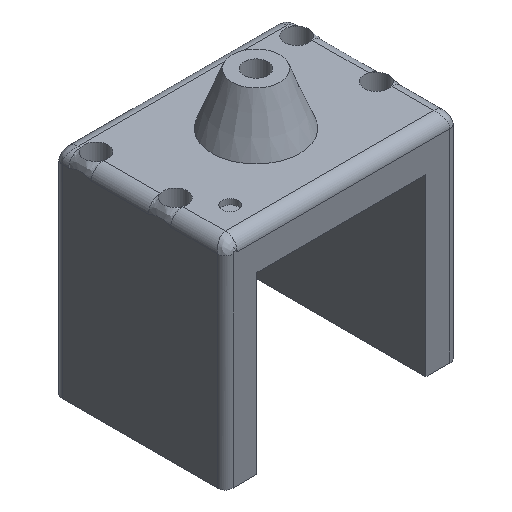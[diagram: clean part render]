
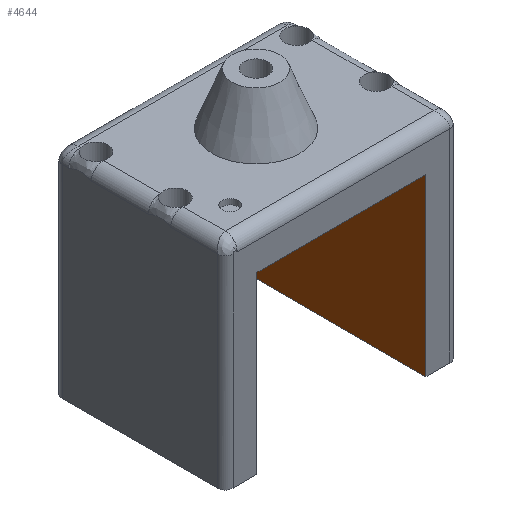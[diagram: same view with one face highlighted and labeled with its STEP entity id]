
A CAD part, isometric view. The second image highlights one B-rep face of the part: STEP entity #4644.
In plain terms, the highlighted planar face has unit normal (-1, 0, 0).
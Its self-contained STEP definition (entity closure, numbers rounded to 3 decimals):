
#1122 = PLANE('',#1123);
#1123 = AXIS2_PLACEMENT_3D('',#1124,#1125,#1126);
#1124 = CARTESIAN_POINT('',(-29.25,0.,-25.658)
  );
#1125 = DIRECTION('',(0.,-1.,0.));
#1126 = DIRECTION('',(0.,0.,-1.));
#2650 = PLANE('',#2651);
#2651 = AXIS2_PLACEMENT_3D('',#2652,#2653,#2654);
#2652 = CARTESIAN_POINT('',(-29.25,-43.,-25.658));
#2653 = DIRECTION('',(0.,-1.,0.));
#2654 = DIRECTION('',(0.,0.,-1.));
#3271 = VERTEX_POINT('',#3272);
#3272 = CARTESIAN_POINT('',(21.25,0.,-25.658));
#3286 = PLANE('',#3287);
#3287 = AXIS2_PLACEMENT_3D('',#3288,#3289,#3290);
#3288 = CARTESIAN_POINT('',(29.25,0.,-25.658));
#3289 = DIRECTION('',(0.,0.,-1.));
#3290 = DIRECTION('',(-1.,0.,0.));
#3401 = VERTEX_POINT('',#3402);
#3402 = CARTESIAN_POINT('',(21.25,0.,18.342));
#3416 = PLANE('',#3417);
#3417 = AXIS2_PLACEMENT_3D('',#3418,#3419,#3420);
#3418 = CARTESIAN_POINT('',(21.25,0.,18.342));
#3419 = DIRECTION('',(0.,0.,-1.));
#3420 = DIRECTION('',(-1.,0.,0.));
#3428 = EDGE_CURVE('',#3271,#3401,#3429,.T.);
#3429 = SURFACE_CURVE('',#3430,(#3434,#3441),.PCURVE_S1.);
#3430 = LINE('',#3431,#3432);
#3431 = CARTESIAN_POINT('',(21.25,0.,-25.658));
#3432 = VECTOR('',#3433,1.);
#3433 = DIRECTION('',(0.,0.,1.));
#3434 = PCURVE('',#1122,#3435);
#3435 = DEFINITIONAL_REPRESENTATION('',(#3436),#3440);
#3436 = LINE('',#3437,#3438);
#3437 = CARTESIAN_POINT('',(0.,50.5));
#3438 = VECTOR('',#3439,1.);
#3439 = DIRECTION('',(-1.,0.));
#3440 = ( GEOMETRIC_REPRESENTATION_CONTEXT(2) 
PARAMETRIC_REPRESENTATION_CONTEXT() REPRESENTATION_CONTEXT('2D SPACE',''
  ) );
#3441 = PCURVE('',#3442,#3447);
#3442 = PLANE('',#3443);
#3443 = AXIS2_PLACEMENT_3D('',#3444,#3445,#3446);
#3444 = CARTESIAN_POINT('',(21.25,0.,-25.658));
#3445 = DIRECTION('',(-1.,0.,0.));
#3446 = DIRECTION('',(0.,0.,1.));
#3447 = DEFINITIONAL_REPRESENTATION('',(#3448),#3452);
#3448 = LINE('',#3449,#3450);
#3449 = CARTESIAN_POINT('',(0.,0.));
#3450 = VECTOR('',#3451,1.);
#3451 = DIRECTION('',(1.,0.));
#3452 = ( GEOMETRIC_REPRESENTATION_CONTEXT(2) 
PARAMETRIC_REPRESENTATION_CONTEXT() REPRESENTATION_CONTEXT('2D SPACE',''
  ) );
#4132 = VERTEX_POINT('',#4133);
#4133 = CARTESIAN_POINT('',(21.25,-43.,-25.658));
#4247 = VERTEX_POINT('',#4248);
#4248 = CARTESIAN_POINT('',(21.25,-43.,18.342));
#4269 = EDGE_CURVE('',#4132,#4247,#4270,.T.);
#4270 = SURFACE_CURVE('',#4271,(#4275,#4282),.PCURVE_S1.);
#4271 = LINE('',#4272,#4273);
#4272 = CARTESIAN_POINT('',(21.25,-43.,-25.658));
#4273 = VECTOR('',#4274,1.);
#4274 = DIRECTION('',(0.,0.,1.));
#4275 = PCURVE('',#2650,#4276);
#4276 = DEFINITIONAL_REPRESENTATION('',(#4277),#4281);
#4277 = LINE('',#4278,#4279);
#4278 = CARTESIAN_POINT('',(0.,50.5));
#4279 = VECTOR('',#4280,1.);
#4280 = DIRECTION('',(-1.,0.));
#4281 = ( GEOMETRIC_REPRESENTATION_CONTEXT(2) 
PARAMETRIC_REPRESENTATION_CONTEXT() REPRESENTATION_CONTEXT('2D SPACE',''
  ) );
#4282 = PCURVE('',#3442,#4283);
#4283 = DEFINITIONAL_REPRESENTATION('',(#4284),#4288);
#4284 = LINE('',#4285,#4286);
#4285 = CARTESIAN_POINT('',(0.,-43.));
#4286 = VECTOR('',#4287,1.);
#4287 = DIRECTION('',(1.,0.));
#4288 = ( GEOMETRIC_REPRESENTATION_CONTEXT(2) 
PARAMETRIC_REPRESENTATION_CONTEXT() REPRESENTATION_CONTEXT('2D SPACE',''
  ) );
#4534 = EDGE_CURVE('',#3271,#4132,#4535,.T.);
#4535 = SURFACE_CURVE('',#4536,(#4540,#4547),.PCURVE_S1.);
#4536 = LINE('',#4537,#4538);
#4537 = CARTESIAN_POINT('',(21.25,0.,-25.658));
#4538 = VECTOR('',#4539,1.);
#4539 = DIRECTION('',(0.,-1.,0.));
#4540 = PCURVE('',#3286,#4541);
#4541 = DEFINITIONAL_REPRESENTATION('',(#4542),#4546);
#4542 = LINE('',#4543,#4544);
#4543 = CARTESIAN_POINT('',(8.,0.));
#4544 = VECTOR('',#4545,1.);
#4545 = DIRECTION('',(0.,-1.));
#4546 = ( GEOMETRIC_REPRESENTATION_CONTEXT(2) 
PARAMETRIC_REPRESENTATION_CONTEXT() REPRESENTATION_CONTEXT('2D SPACE',''
  ) );
#4547 = PCURVE('',#3442,#4548);
#4548 = DEFINITIONAL_REPRESENTATION('',(#4549),#4553);
#4549 = LINE('',#4550,#4551);
#4550 = CARTESIAN_POINT('',(0.,0.));
#4551 = VECTOR('',#4552,1.);
#4552 = DIRECTION('',(0.,-1.));
#4553 = ( GEOMETRIC_REPRESENTATION_CONTEXT(2) 
PARAMETRIC_REPRESENTATION_CONTEXT() REPRESENTATION_CONTEXT('2D SPACE',''
  ) );
#4644 = ADVANCED_FACE('',(#4645),#3442,.T.);
#4645 = FACE_BOUND('',#4646,.T.);
#4646 = EDGE_LOOP('',(#4647,#4648,#4649,#4670));
#4647 = ORIENTED_EDGE('',*,*,#4534,.T.);
#4648 = ORIENTED_EDGE('',*,*,#4269,.T.);
#4649 = ORIENTED_EDGE('',*,*,#4650,.F.);
#4650 = EDGE_CURVE('',#3401,#4247,#4651,.T.);
#4651 = SURFACE_CURVE('',#4652,(#4656,#4663),.PCURVE_S1.);
#4652 = LINE('',#4653,#4654);
#4653 = CARTESIAN_POINT('',(21.25,0.,18.342));
#4654 = VECTOR('',#4655,1.);
#4655 = DIRECTION('',(0.,-1.,0.));
#4656 = PCURVE('',#3442,#4657);
#4657 = DEFINITIONAL_REPRESENTATION('',(#4658),#4662);
#4658 = LINE('',#4659,#4660);
#4659 = CARTESIAN_POINT('',(44.,0.));
#4660 = VECTOR('',#4661,1.);
#4661 = DIRECTION('',(0.,-1.));
#4662 = ( GEOMETRIC_REPRESENTATION_CONTEXT(2) 
PARAMETRIC_REPRESENTATION_CONTEXT() REPRESENTATION_CONTEXT('2D SPACE',''
  ) );
#4663 = PCURVE('',#3416,#4664);
#4664 = DEFINITIONAL_REPRESENTATION('',(#4665),#4669);
#4665 = LINE('',#4666,#4667);
#4666 = CARTESIAN_POINT('',(0.,-0.));
#4667 = VECTOR('',#4668,1.);
#4668 = DIRECTION('',(0.,-1.));
#4669 = ( GEOMETRIC_REPRESENTATION_CONTEXT(2) 
PARAMETRIC_REPRESENTATION_CONTEXT() REPRESENTATION_CONTEXT('2D SPACE',''
  ) );
#4670 = ORIENTED_EDGE('',*,*,#3428,.F.);
